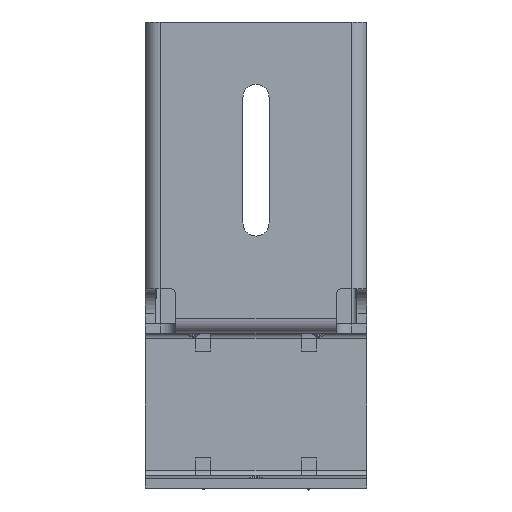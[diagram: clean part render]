
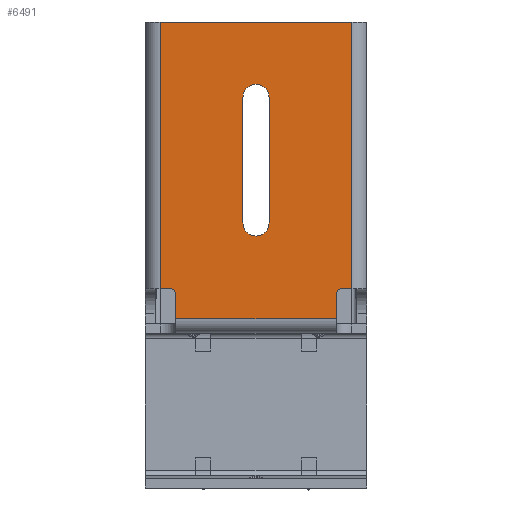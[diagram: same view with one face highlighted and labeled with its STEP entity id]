
A CAD part, front view. The second image highlights one B-rep face of the part: STEP entity #6491.
In plain terms, the highlighted planar face has unit normal (0, -1, 0).
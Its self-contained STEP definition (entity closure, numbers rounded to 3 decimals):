
#214=FACE_BOUND('',#1135,.T.);
#400=PLANE('',#7079);
#697=FACE_OUTER_BOUND('',#1134,.T.);
#1134=EDGE_LOOP('',(#5213,#5214,#5215,#5216,#5217,#5218,#5219,#5220,#5221,
#5222));
#1135=EDGE_LOOP('',(#5223,#5224,#5225,#5226));
#1671=LINE('',#10920,#2205);
#1677=LINE('',#10932,#2211);
#1680=LINE('',#10940,#2214);
#1685=LINE('',#10953,#2219);
#1688=LINE('',#10962,#2222);
#1694=LINE('',#10973,#2228);
#1696=LINE('',#10977,#2230);
#1697=LINE('',#10978,#2231);
#1698=LINE('',#10979,#2232);
#1699=LINE('',#10980,#2233);
#2205=VECTOR('',#8433,2.1);
#2211=VECTOR('',#8441,38.2);
#2214=VECTOR('',#8446,2.1);
#2219=VECTOR('',#8459,25.);
#2222=VECTOR('',#8470,25.);
#2228=VECTOR('',#8480,5.);
#2230=VECTOR('',#8484,32.);
#2231=VECTOR('',#8485,5.);
#2232=VECTOR('',#8486,53.1);
#2233=VECTOR('',#8487,53.1);
#2492=CIRCLE('',#6842,2.6);
#2579=CIRCLE('',#7064,1.);
#2581=CIRCLE('',#7070,1.);
#2584=CIRCLE('',#7075,2.6);
#2811=VERTEX_POINT('',#9538);
#2812=VERTEX_POINT('',#9540);
#3019=VERTEX_POINT('',#10910);
#3020=VERTEX_POINT('',#10911);
#3023=VERTEX_POINT('',#10919);
#3026=VERTEX_POINT('',#10926);
#3028=VERTEX_POINT('',#10930);
#3031=VERTEX_POINT('',#10937);
#3032=VERTEX_POINT('',#10939);
#3033=VERTEX_POINT('',#10943);
#3036=VERTEX_POINT('',#10951);
#3038=VERTEX_POINT('',#10957);
#3041=VERTEX_POINT('',#10972);
#3042=VERTEX_POINT('',#10976);
#3417=EDGE_CURVE('',#2811,#2812,#2492,.T.);
#3773=EDGE_CURVE('',#3019,#3020,#2579,.T.);
#3777=EDGE_CURVE('',#3020,#3023,#1671,.T.);
#3783=EDGE_CURVE('',#3026,#3028,#1677,.T.);
#3786=EDGE_CURVE('',#3032,#3031,#1680,.T.);
#3788=EDGE_CURVE('',#3031,#3033,#2581,.T.);
#3793=EDGE_CURVE('',#3036,#2811,#1685,.T.);
#3796=EDGE_CURVE('',#3038,#3036,#2584,.T.);
#3798=EDGE_CURVE('',#2812,#3038,#1688,.T.);
#3804=EDGE_CURVE('',#3033,#3041,#1694,.T.);
#3806=EDGE_CURVE('',#3041,#3042,#1696,.T.);
#3807=EDGE_CURVE('',#3042,#3019,#1697,.T.);
#3808=EDGE_CURVE('',#3023,#3026,#1698,.T.);
#3809=EDGE_CURVE('',#3028,#3032,#1699,.T.);
#5213=ORIENTED_EDGE('',*,*,#3786,.T.);
#5214=ORIENTED_EDGE('',*,*,#3788,.T.);
#5215=ORIENTED_EDGE('',*,*,#3804,.T.);
#5216=ORIENTED_EDGE('',*,*,#3806,.T.);
#5217=ORIENTED_EDGE('',*,*,#3807,.T.);
#5218=ORIENTED_EDGE('',*,*,#3773,.T.);
#5219=ORIENTED_EDGE('',*,*,#3777,.T.);
#5220=ORIENTED_EDGE('',*,*,#3808,.T.);
#5221=ORIENTED_EDGE('',*,*,#3783,.T.);
#5222=ORIENTED_EDGE('',*,*,#3809,.T.);
#5223=ORIENTED_EDGE('',*,*,#3798,.F.);
#5224=ORIENTED_EDGE('',*,*,#3417,.F.);
#5225=ORIENTED_EDGE('',*,*,#3793,.F.);
#5226=ORIENTED_EDGE('',*,*,#3796,.F.);
#6491=ADVANCED_FACE('',(#697,#214),#400,.F.);
#6842=AXIS2_PLACEMENT_3D('',#9541,#7744,#7745);
#7064=AXIS2_PLACEMENT_3D('',#10912,#8425,#8426);
#7070=AXIS2_PLACEMENT_3D('',#10944,#8450,#8451);
#7075=AXIS2_PLACEMENT_3D('',#10959,#8465,#8466);
#7079=AXIS2_PLACEMENT_3D('',#10975,#8482,#8483);
#7744=DIRECTION('center_axis',(0.,-1.,0.));
#7745=DIRECTION('ref_axis',(0.,0.,-1.));
#8425=DIRECTION('center_axis',(0.,1.,0.));
#8426=DIRECTION('ref_axis',(0.,0.,1.));
#8433=DIRECTION('',(1.,0.,0.));
#8441=DIRECTION('',(-1.,0.,0.));
#8446=DIRECTION('',(1.,0.,0.));
#8450=DIRECTION('center_axis',(0.,1.,0.));
#8451=DIRECTION('ref_axis',(0.,0.,1.));
#8459=DIRECTION('',(0.,0.,-1.));
#8465=DIRECTION('center_axis',(0.,-1.,0.));
#8466=DIRECTION('ref_axis',(0.,0.,-1.));
#8470=DIRECTION('',(0.,0.,1.));
#8480=DIRECTION('',(0.,0.,-1.));
#8482=DIRECTION('center_axis',(0.,1.,0.));
#8483=DIRECTION('ref_axis',(0.,0.,1.));
#8484=DIRECTION('',(1.,0.,0.));
#8485=DIRECTION('',(0.,0.,1.));
#8486=DIRECTION('',(0.,0.,1.));
#8487=DIRECTION('',(0.,0.,-1.));
#9538=CARTESIAN_POINT('',(-2.6,-1.9,-40.));
#9540=CARTESIAN_POINT('',(2.6,-1.9,-40.));
#9541=CARTESIAN_POINT('Origin',(0.,-1.9,-40.));
#10910=CARTESIAN_POINT('',(16.,-1.9,-54.1));
#10911=CARTESIAN_POINT('',(17.,-1.9,-53.1));
#10912=CARTESIAN_POINT('Origin',(17.,-1.9,-54.1));
#10919=CARTESIAN_POINT('',(19.1,-1.9,-53.1));
#10920=CARTESIAN_POINT('',(22.,-1.9,-53.1));
#10926=CARTESIAN_POINT('',(19.1,-1.9,0.));
#10930=CARTESIAN_POINT('',(-19.1,-1.9,0.));
#10932=CARTESIAN_POINT('',(22.,-1.9,0.));
#10937=CARTESIAN_POINT('',(-17.,-1.9,-53.1));
#10939=CARTESIAN_POINT('',(-19.1,-1.9,-53.1));
#10940=CARTESIAN_POINT('',(22.,-1.9,-53.1));
#10943=CARTESIAN_POINT('',(-16.,-1.9,-54.1));
#10944=CARTESIAN_POINT('Origin',(-17.,-1.9,-54.1));
#10951=CARTESIAN_POINT('',(-2.6,-1.9,-15.));
#10953=CARTESIAN_POINT('',(-2.6,-1.9,-40.));
#10957=CARTESIAN_POINT('',(2.6,-1.9,-15.));
#10959=CARTESIAN_POINT('Origin',(0.,-1.9,-15.));
#10962=CARTESIAN_POINT('',(2.6,-1.9,-40.));
#10972=CARTESIAN_POINT('',(-16.,-1.9,-59.1));
#10973=CARTESIAN_POINT('',(-16.,-1.9,0.));
#10975=CARTESIAN_POINT('Origin',(22.,-1.9,0.));
#10976=CARTESIAN_POINT('',(16.,-1.9,-59.1));
#10977=CARTESIAN_POINT('',(-16.,-1.9,-59.1));
#10978=CARTESIAN_POINT('',(16.,-1.9,0.));
#10979=CARTESIAN_POINT('',(19.1,-1.9,-59.1));
#10980=CARTESIAN_POINT('',(-19.1,-1.9,0.));
